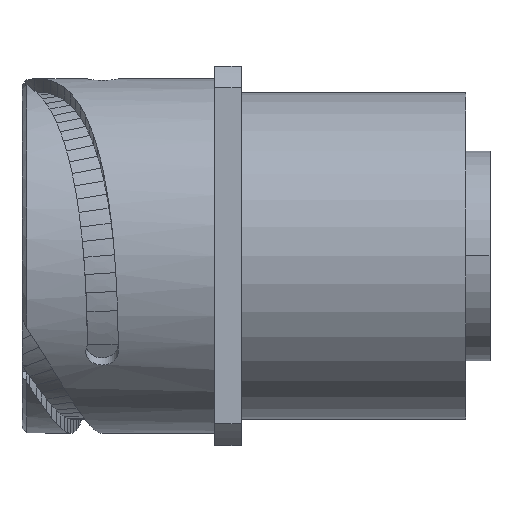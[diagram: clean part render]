
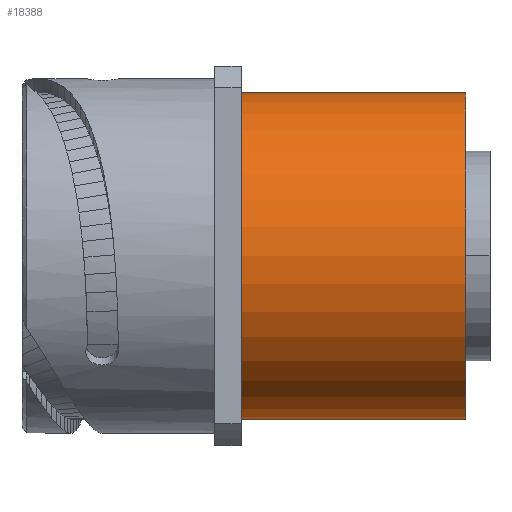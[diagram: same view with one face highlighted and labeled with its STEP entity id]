
A CAD part, top view. The second image highlights one B-rep face of the part: STEP entity #18388.
In plain terms, the highlighted cylindrical face has radius 24.6 mm (diameter 49.2 mm), a partial arc.
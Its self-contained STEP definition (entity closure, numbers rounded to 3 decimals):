
#3136=CARTESIAN_POINT('',(33.,0.,0.));
#3137=DIRECTION('',(1.,0.,0.));
#3138=DIRECTION('',(0.,1.,0.));
#3139=AXIS2_PLACEMENT_3D('',#3136,#3137,#3138);
#3326=CARTESIAN_POINT('',(66.8,0.,0.));
#3327=DIRECTION('',(1.,0.,0.));
#3328=DIRECTION('',(0.,1.,0.));
#3329=AXIS2_PLACEMENT_3D('',#3326,#3327,#3328);
#3331=DIRECTION('',(-1.,0.,0.));
#3332=VECTOR('',#3331,33.8);
#3333=CARTESIAN_POINT('',(66.8,24.6,0.));
#3334=LINE('756',#3333,#3332);
#3335=DIRECTION('',(-1.,0.,0.));
#3336=VECTOR('',#3335,33.8);
#3337=CARTESIAN_POINT('',(66.8,-24.6,0.));
#3338=LINE('757',#3337,#3336);
#9138=CARTESIAN_POINT('',(66.8,24.6,0.));
#9139=CARTESIAN_POINT('',(33.,24.6,0.));
#9140=VERTEX_POINT('',#9138);
#9141=VERTEX_POINT('',#9139);
#9142=CARTESIAN_POINT('',(66.8,-24.6,0.));
#9143=CARTESIAN_POINT('',(33.,-24.6,0.));
#9144=VERTEX_POINT('',#9142);
#9145=VERTEX_POINT('',#9143);
#18374=CARTESIAN_POINT('',(-3.34,0.,0.));
#18375=DIRECTION('',(1.,0.,0.));
#18376=DIRECTION('',(0.,-1.,0.));
#18377=AXIS2_PLACEMENT_3D('',#18374,#18375,#18376);
#18378=CYLINDRICAL_SURFACE('247',#18377,24.6);
#18380=ORIENTED_EDGE('756',*,*,#18379,.F.);
#18382=ORIENTED_EDGE('758',*,*,#18381,.T.);
#18384=ORIENTED_EDGE('757',*,*,#18383,.T.);
#18385=ORIENTED_EDGE('1338',*,*,#18197,.F.);
#18386=EDGE_LOOP('247',(#18380,#18382,#18384,#18385));
#18387=FACE_OUTER_BOUND('247',#18386,.F.);
#3140=CIRCLE('1338',#3139,24.6);
#3330=CIRCLE('758',#3329,24.6);
#18197=EDGE_CURVE('1338',#9141,#9145,#3140,.T.);
#18379=EDGE_CURVE('756',#9140,#9141,#3334,.T.);
#18381=EDGE_CURVE('758',#9140,#9144,#3330,.T.);
#18383=EDGE_CURVE('757',#9144,#9145,#3338,.T.);
#18388=ADVANCED_FACE('247',(#18387),#18378,.T.);
